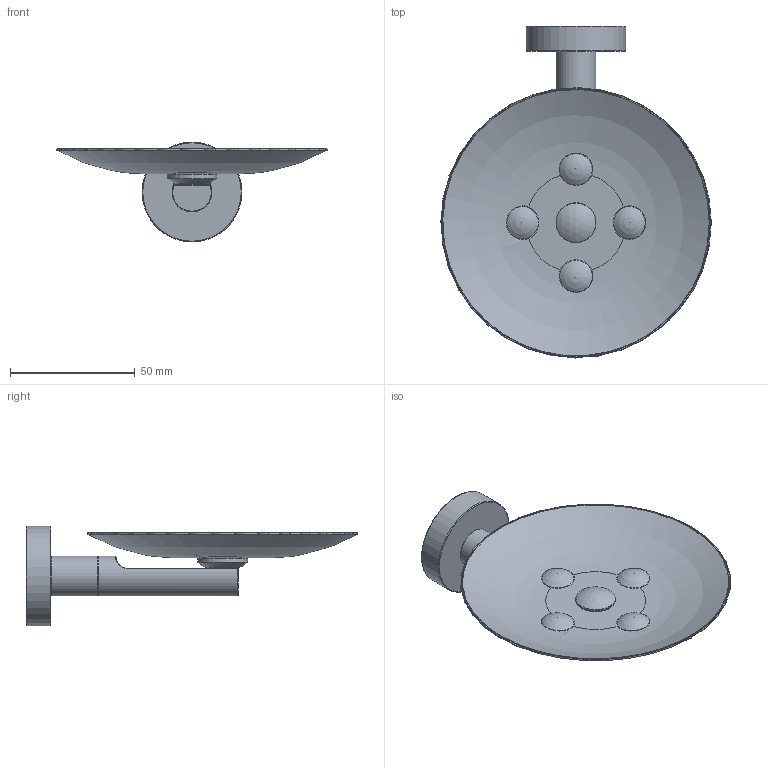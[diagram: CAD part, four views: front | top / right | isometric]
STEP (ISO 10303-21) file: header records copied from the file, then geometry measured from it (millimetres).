
FILE_DESCRIPTION(/* description */ ('Unknown'),/* implementation_level */ '2;1');
FILE_NAME(/* name */ 'CBA02',/* time_stamp */ '2016-03-15T11:20:20+01:00',/* author */ ('Unknown'),/* organization */ ('Unknown'),/* preprocessor_version */ 'ST-DEVELOPER v16.7',/* originating_system */ 'DEX',/* authorisation */ $);
FILE_SCHEMA (('AUTOMOTIVE_DESIGN {1 0 10303 214 3 1 1}'));
Products named in the file (6): CBA02; TUTTI COMPONENTI_92; TUTTI COMPONENTI_93; TUTTI COMPONENTI_94; TUTTI COMPONENTI_95; TUTTI COMPONENTI_96
Assembly tree (5 placements, depth 2):
  CBA02
    TUTTI COMPONENTI_92
    TUTTI COMPONENTI_93
    TUTTI COMPONENTI_94
    TUTTI COMPONENTI_95
    TUTTI COMPONENTI_96
Bounding box: 108.38 x 132.93 x 40 mm (x, y, z)
Volume: 27755.8 mm3; surface area: 30179.9 mm2
Topology: 5 solids, 5 shells, 106 faces, 257 edges, 163 vertices
Faces by surface type: torus 24, bspline 24, cylinder 21, plane 20, sphere 11, cone 6
Full cylindrical faces by diameter (mm): 6.1 x1, 6.5 x1, 7 x1, 10 x1, 10.5 x1, 16 x3, 20 x1, 32.2 x1, 40 x1
Entity records: 53415 total; most frequent: CARTESIAN_POINT 51285, ORIENTED_EDGE 406, DIRECTION 353, EDGE_CURVE 203, AXIS2_PLACEMENT_3D 172, EDGE_LOOP 151, FACE_BOUND 151, VERTEX_POINT 144
